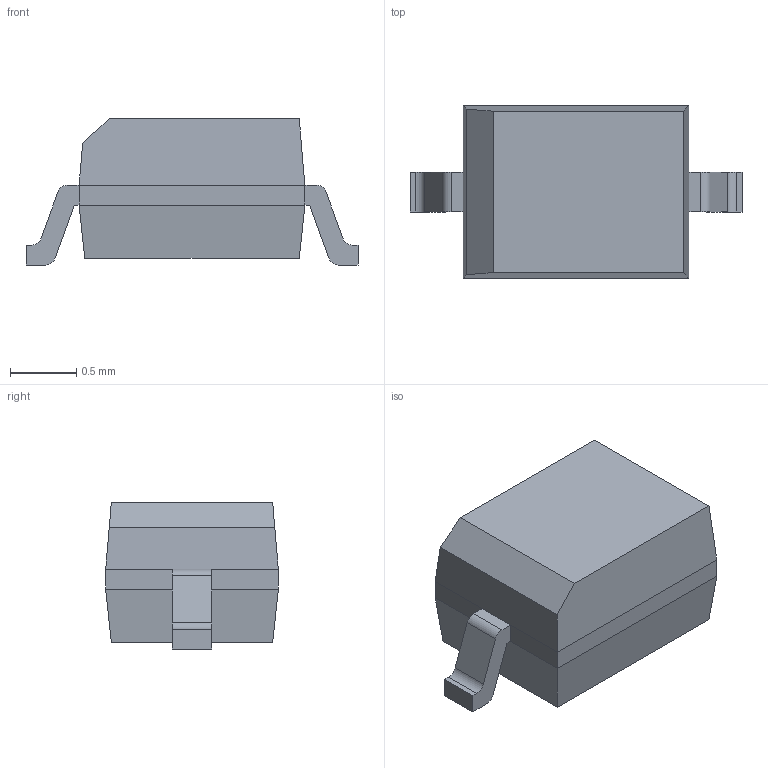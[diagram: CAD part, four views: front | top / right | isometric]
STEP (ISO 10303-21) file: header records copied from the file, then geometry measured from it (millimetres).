
FILE_DESCRIPTION(('FreeCAD Model'),'2;1');
FILE_NAME('18494759.1.1.stp','2023-08-09T03:23:49',( 'Author'),(''),'Open CASCADE STEP processor 6.9','FreeCAD','Unknown' );
FILE_SCHEMA(('AUTOMOTIVE_DESIGN { 1 0 10303 214 1 1 1 1 }'));
Length unit declared in the file: millimetre
Products named in the file (4): ASSEMBLY; Body; FilletPinL; FilletPinR
Assembly tree (3 placements, depth 2):
  ASSEMBLY
    Body
    FilletPinL
    FilletPinR
Bounding box: 2.5 x 1.3 x 1.1 mm (x, y, z)
Volume: 2.3 mm3; surface area: 11.4 mm2
Topology: 3 solids, 3 shells, 41 faces, 97 edges, 62 vertices
Faces by surface type: plane 35, cylinder 6
Entity records: 2526 total; most frequent: CARTESIAN_POINT 438, DIRECTION 383, LINE 263, VECTOR 263, ORIENTED_EDGE 194, PCURVE 194, DEFINITIONAL_REPRESENTATION 194, EDGE_CURVE 97
